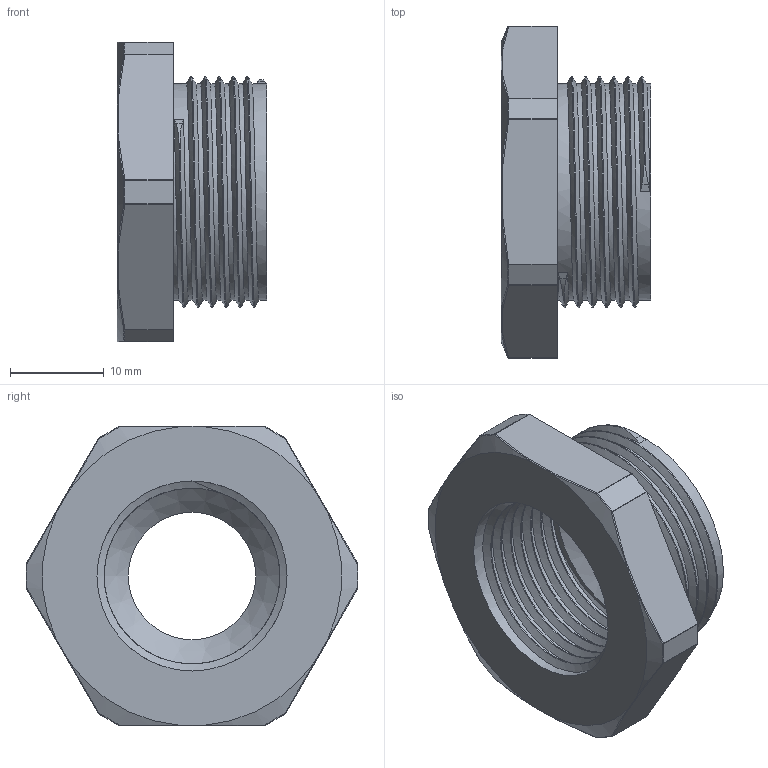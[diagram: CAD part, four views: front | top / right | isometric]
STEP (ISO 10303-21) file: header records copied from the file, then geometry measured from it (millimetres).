
FILE_DESCRIPTION(/* description */ ('Reduzierung sechskant M/M 25x1,5/20x1,5'),/* implementation_level */ '2;1');
FILE_NAME(/* name */ '11082520-RST.stp',/* time_stamp */ '2020-04-29T15:31:19+02:00',/* author */ ('sl'),/* organization */ (''),/* preprocessor_version */ 'ST-DEVELOPER v16.5',/* originating_system */ 'Autodesk Inventor 2017',/* authorisation */ '');
FILE_SCHEMA (('AUTOMOTIVE_DESIGN { 1 0 10303 214 3 1 1 }'));
Length unit declared in the file: millimetre
Products named in the file (1): 11082520
Bounding box: 16 x 35.47 x 32 mm (x, y, z)
Volume: 5286.9 mm3; surface area: 4454 mm2
Topology: 1 solids, 1 shells, 85 faces, 207 edges, 125 vertices
Faces by surface type: cylinder 32, plane 18, bspline 16, sphere 12, cone 7
Full cylindrical faces by diameter (mm): 13.62 x1, 20.302 x7, 23.178 x6
Entity records: 4936 total; most frequent: CARTESIAN_POINT 3365, ORIENTED_EDGE 324, DIRECTION 308, EDGE_CURVE 162, AXIS2_PLACEMENT_3D 132, VERTEX_POINT 97, EDGE_LOOP 81, CIRCLE 74
